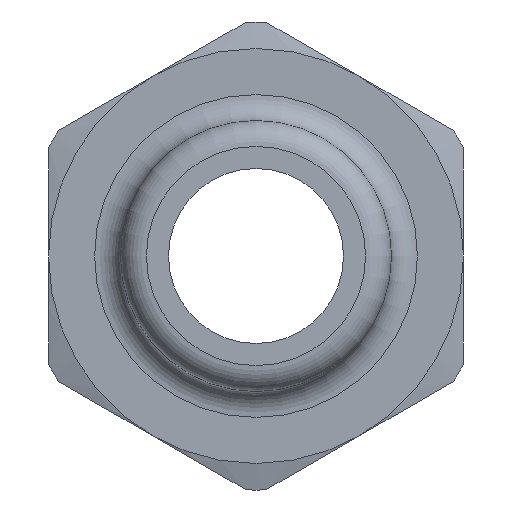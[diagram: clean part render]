
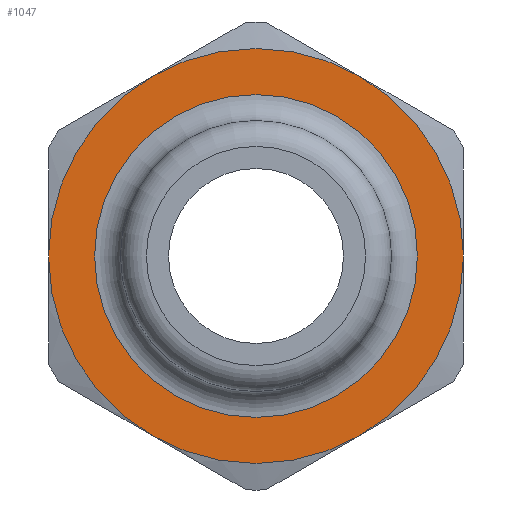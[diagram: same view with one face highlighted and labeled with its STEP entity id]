
A CAD part, left-side view. The second image highlights one B-rep face of the part: STEP entity #1047.
In plain terms, the highlighted planar face has unit normal (-1, 0, 0).
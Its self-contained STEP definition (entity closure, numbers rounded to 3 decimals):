
#137=CARTESIAN_POINT('',(30.0,8.,13.856));
#138=VERTEX_POINT('',#137);
#221=CARTESIAN_POINT('',(30.0,-8.,13.856));
#222=VERTEX_POINT('',#221);
#305=CARTESIAN_POINT('',(30.0,-16.,0.));
#306=VERTEX_POINT('',#305);
#389=CARTESIAN_POINT('',(30.0,-8.,-13.856));
#390=VERTEX_POINT('',#389);
#473=CARTESIAN_POINT('',(30.0,8.,-13.856));
#474=VERTEX_POINT('',#473);
#533=CARTESIAN_POINT('',(30.0,16.,0.0));
#534=VERTEX_POINT('',#533);
#535=CARTESIAN_POINT('',(30.0,0.0,0.0));
#536=DIRECTION('',(-1.0,0.0,0.0));
#537=DIRECTION('',(0.0,-1.0,0.0));
#538=AXIS2_PLACEMENT_3D('',#535,#536,#537);
#539=CIRCLE('',#538,16.0);
#540=EDGE_CURVE('',#534,#474,#539,.T.);
#573=CARTESIAN_POINT('',(30.0,0.0,0.0));
#574=DIRECTION('',(-1.0,0.0,0.0));
#575=DIRECTION('',(0.0,-1.0,0.0));
#576=AXIS2_PLACEMENT_3D('',#573,#574,#575);
#577=CIRCLE('',#576,16.0);
#578=EDGE_CURVE('',#474,#390,#577,.T.);
#597=CARTESIAN_POINT('',(30.0,0.0,0.0));
#598=DIRECTION('',(-1.0,0.0,0.0));
#599=DIRECTION('',(0.0,-1.0,0.0));
#600=AXIS2_PLACEMENT_3D('',#597,#598,#599);
#601=CIRCLE('',#600,16.0);
#602=EDGE_CURVE('',#390,#306,#601,.T.);
#621=CARTESIAN_POINT('',(30.0,0.0,0.0));
#622=DIRECTION('',(-1.0,0.0,0.0));
#623=DIRECTION('',(0.0,-1.0,0.0));
#624=AXIS2_PLACEMENT_3D('',#621,#622,#623);
#625=CIRCLE('',#624,16.0);
#626=EDGE_CURVE('',#306,#222,#625,.T.);
#667=CARTESIAN_POINT('',(30.0,0.0,0.0));
#668=DIRECTION('',(-1.0,0.0,0.0));
#669=DIRECTION('',(0.0,-1.0,0.0));
#670=AXIS2_PLACEMENT_3D('',#667,#668,#669);
#671=CIRCLE('',#670,16.0);
#672=EDGE_CURVE('',#138,#534,#671,.T.);
#683=CARTESIAN_POINT('',(30.0,0.0,0.0));
#684=DIRECTION('',(-1.0,0.0,0.0));
#685=DIRECTION('',(0.0,-1.0,0.0));
#686=AXIS2_PLACEMENT_3D('',#683,#684,#685);
#687=CIRCLE('',#686,16.0);
#688=EDGE_CURVE('',#222,#138,#687,.T.);
#1008=CARTESIAN_POINT('',(30.0,-12.45,0.0));
#1009=VERTEX_POINT('',#1008);
#1010=CARTESIAN_POINT('',(30.0,0.0,0.0));
#1011=DIRECTION('',(-1.0,0.0,0.0));
#1012=DIRECTION('',(0.0,1.0,0.0));
#1013=AXIS2_PLACEMENT_3D('',#1010,#1011,#1012);
#1014=CIRCLE('',#1013,12.45);
#1015=EDGE_CURVE('',#1009,#1009,#1014,.T.);
#1031=CARTESIAN_POINT('',(30.0,-13.225,0.0));
#1032=DIRECTION('',(-1.0,0.0,0.0));
#1033=DIRECTION('',(0.0,0.0,1.0));
#1034=AXIS2_PLACEMENT_3D('',#1031,#1032,#1033);
#1035=PLANE('',#1034);
#1036=ORIENTED_EDGE('',*,*,#540,.T.);
#1037=ORIENTED_EDGE('',*,*,#578,.T.);
#1038=ORIENTED_EDGE('',*,*,#602,.T.);
#1039=ORIENTED_EDGE('',*,*,#626,.T.);
#1040=ORIENTED_EDGE('',*,*,#688,.T.);
#1041=ORIENTED_EDGE('',*,*,#672,.T.);
#1042=EDGE_LOOP('',(#1036,#1037,#1038,#1039,#1040,#1041));
#1043=FACE_OUTER_BOUND('',#1042,.T.);
#1044=ORIENTED_EDGE('',*,*,#1015,.F.);
#1045=EDGE_LOOP('',(#1044));
#1046=FACE_BOUND('',#1045,.T.);
#1047=ADVANCED_FACE('',(#1043,#1046),#1035,.T.);
